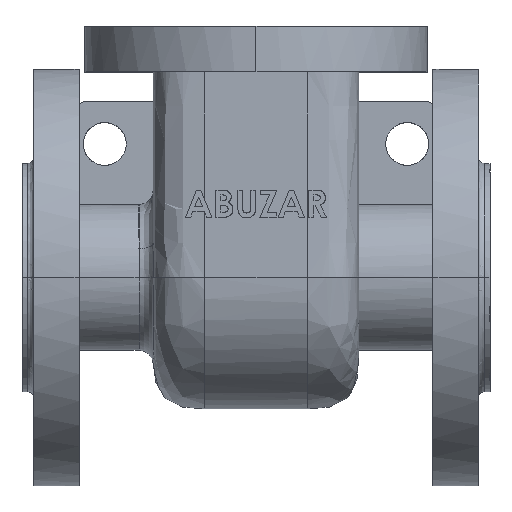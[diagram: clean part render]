
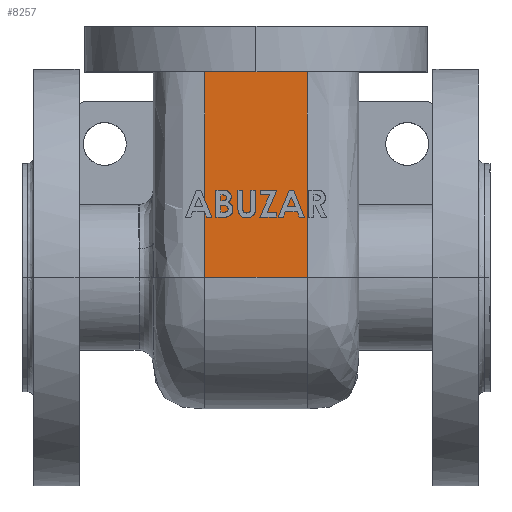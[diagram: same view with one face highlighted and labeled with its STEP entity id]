
A CAD part, top view. The second image highlights one B-rep face of the part: STEP entity #8257.
In plain terms, the highlighted free-form (B-spline) face has degree [1, 1] with [2, 2] control points.
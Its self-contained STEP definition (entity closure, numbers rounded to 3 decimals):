
#8257 = ADVANCED_FACE('',(#8258),#8292,.T.);
#8258 = FACE_BOUND('',#8259,.T.);
#8259 = EDGE_LOOP('',(#8260,#8271,#8278,#8287));
#8260 = ORIENTED_EDGE('',*,*,#8261,.T.);
#8261 = EDGE_CURVE('',#8262,#8264,#8266,.T.);
#8262 = VERTEX_POINT('',#8263);
#8263 = CARTESIAN_POINT('',(20.041,-17.814,
    51.215));
#8264 = VERTEX_POINT('',#8265);
#8265 = CARTESIAN_POINT('',(20.041,-97.976,
    51.215));
#8266 = B_SPLINE_CURVE_WITH_KNOTS('',3,(#8267,#8268,#8269,#8270),
  .UNSPECIFIED.,.F.,.F.,(4,4),(0.,1.),.PIECEWISE_BEZIER_KNOTS.);
#8267 = CARTESIAN_POINT('',(20.041,-17.814,
    51.215));
#8268 = CARTESIAN_POINT('',(20.041,-44.535,
    51.215));
#8269 = CARTESIAN_POINT('',(20.041,-71.256,
    51.215));
#8270 = CARTESIAN_POINT('',(20.041,-97.976,
    51.215));
#8271 = ORIENTED_EDGE('',*,*,#8272,.T.);
#8272 = EDGE_CURVE('',#8264,#8273,#8275,.T.);
#8273 = VERTEX_POINT('',#8274);
#8274 = CARTESIAN_POINT('',(-20.041,-97.976,
    51.215));
#8275 = B_SPLINE_CURVE_WITH_KNOTS('',1,(#8276,#8277),.UNSPECIFIED.,.F.,
  .F.,(2,2),(0.,36.),.PIECEWISE_BEZIER_KNOTS.);
#8276 = CARTESIAN_POINT('',(20.041,-97.976,
    51.215));
#8277 = CARTESIAN_POINT('',(-20.041,-97.976,
    51.215));
#8278 = ORIENTED_EDGE('',*,*,#8279,.T.);
#8279 = EDGE_CURVE('',#8273,#8280,#8282,.T.);
#8280 = VERTEX_POINT('',#8281);
#8281 = CARTESIAN_POINT('',(-20.041,-17.814,
    51.215));
#8282 = B_SPLINE_CURVE_WITH_KNOTS('',3,(#8283,#8284,#8285,#8286),
  .UNSPECIFIED.,.F.,.F.,(4,4),(0.,1.),.PIECEWISE_BEZIER_KNOTS.);
#8283 = CARTESIAN_POINT('',(-20.041,-97.976,
    51.215));
#8284 = CARTESIAN_POINT('',(-20.041,-71.256,
    51.215));
#8285 = CARTESIAN_POINT('',(-20.041,-44.535,
    51.215));
#8286 = CARTESIAN_POINT('',(-20.041,-17.814,
    51.215));
#8287 = ORIENTED_EDGE('',*,*,#8288,.T.);
#8288 = EDGE_CURVE('',#8280,#8262,#8289,.T.);
#8289 = B_SPLINE_CURVE_WITH_KNOTS('',1,(#8290,#8291),.UNSPECIFIED.,.F.,
  .F.,(2,2),(0.,36.),.PIECEWISE_BEZIER_KNOTS.);
#8290 = CARTESIAN_POINT('',(-20.041,-17.814,
    51.215));
#8291 = CARTESIAN_POINT('',(20.041,-17.814,
    51.215));
#8292 = B_SPLINE_SURFACE_WITH_KNOTS('',1,1,(
    (#8293,#8294)
    ,(#8295,#8296
    )),.UNSPECIFIED.,.F.,.F.,.F.,(2,2),(2,2),(0.,1.),(0.,1.),
  .PIECEWISE_BEZIER_KNOTS.);
#8293 = CARTESIAN_POINT('',(20.041,-97.976,
    51.215));
#8294 = CARTESIAN_POINT('',(20.041,-17.814,
    51.215));
#8295 = CARTESIAN_POINT('',(-20.041,-97.976,
    51.215));
#8296 = CARTESIAN_POINT('',(-20.041,-17.814,
    51.215));
